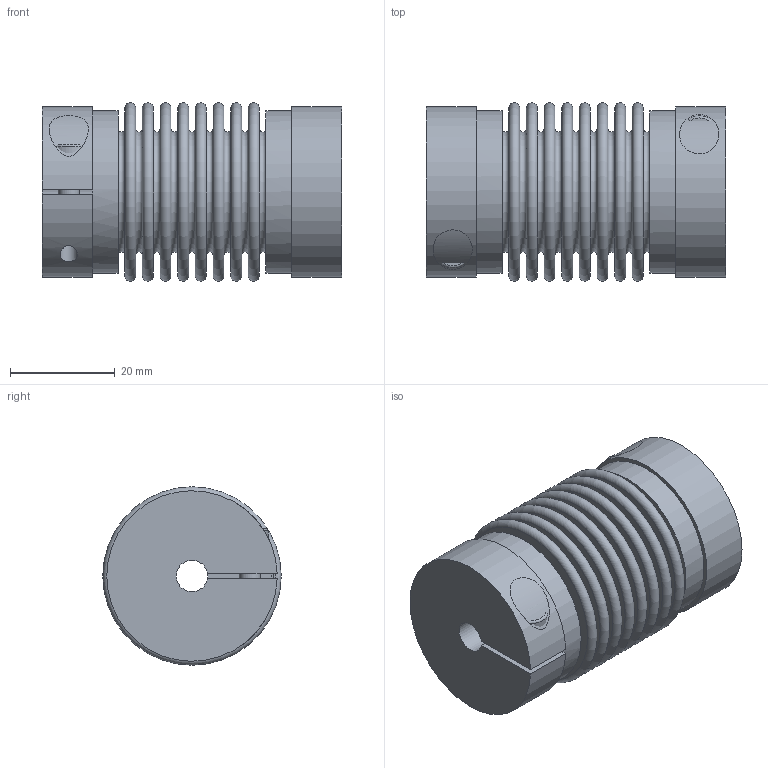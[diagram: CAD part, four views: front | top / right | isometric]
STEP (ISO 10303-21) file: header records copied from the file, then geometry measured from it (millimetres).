
FILE_DESCRIPTION( ( 'Unknown' ), '1' );
FILE_NAME( 'MKM 7.stp', 'Unknown', ( 'Unknown' ), ( 'Unknown' ), 'PSStep 10.1', 'Unknown', ' ' );
FILE_SCHEMA( ( 'AUTOMOTIVE_DESIGN { 1 0 10303 214 1 1 1 1 }' ) );
Length unit declared in the file: millimetre
Products named in the file (1): MKM  7
Bounding box: 57 x 34 x 34 mm (x, y, z)
Volume: 25002.9 mm3; surface area: 27156.3 mm2
Topology: 1 solids, 3 shells, 138 faces, 264 edges, 170 vertices
Faces by surface type: plane 80, torus 36, cylinder 20, cone 2
Full cylindrical faces by diameter (mm): 3.3 x2, 4 x2, 4.5 x2, 7 x2, 7.5 x2, 31 x2
Entity records: 5026 total; most frequent: CARTESIAN_POINT 1285, DIRECTION 590, ORIENTED_EDGE 404, AXIS2_PLACEMENT_3D 255, EDGE_LOOP 232, EDGE_CURVE 202, FACE_OUTER_BOUND 184, VERTEX_POINT 160
